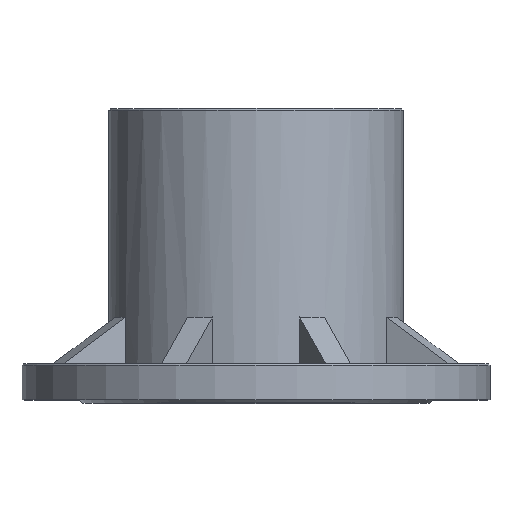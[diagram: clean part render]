
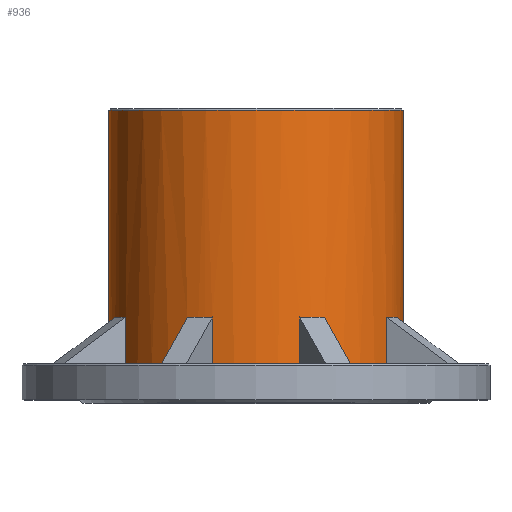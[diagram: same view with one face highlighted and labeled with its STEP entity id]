
A CAD part, top view. The second image highlights one B-rep face of the part: STEP entity #936.
In plain terms, the highlighted cylindrical face has radius 90 mm (diameter 180 mm), a partial arc.
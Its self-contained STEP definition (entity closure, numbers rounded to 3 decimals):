
#364 = VERTEX_POINT( '', #1040 );
#386 = EDGE_CURVE( '', #960, #616, #1064, .T. );
#402 = VERTEX_POINT( '', #1082 );
#444 = EDGE_CURVE( '', #564, #510, #1130, .T. );
#446 = VERTEX_POINT( '', #1132 );
#510 = VERTEX_POINT( '', #1203 );
#536 = EDGE_CURVE( '', #364, #922, #1233, .T. );
#548 = VERTEX_POINT( '', #1245 );
#554 = VERTEX_POINT( '', #1251 );
#558 = VERTEX_POINT( '', #1255 );
#564 = VERTEX_POINT( '', #1261 );
#584 = EDGE_CURVE( '', #924, #874, #1282, .T. );
#590 = EDGE_CURVE( '', #858, #666, #1288, .T. );
#604 = EDGE_CURVE( '', #854, #554, #1303, .T. );
#616 = VERTEX_POINT( '', #1315 );
#640 = VERTEX_POINT( '', #1352 );
#666 = VERTEX_POINT( '', #1390 );
#668 = EDGE_CURVE( '', #812, #676, #1392, .T. );
#676 = VERTEX_POINT( '', #1400 );
#710 = EDGE_CURVE( '', #446, #874, #1435, .T. );
#726 = EDGE_CURVE( '', #554, #804, #1453, .T. );
#748 = EDGE_CURVE( '', #922, #402, #1479, .T. );
#780 = EDGE_CURVE( '', #446, #854, #1515, .T. );
#782 = EDGE_CURVE( '', #510, #640, #1517, .T. );
#790 = EDGE_CURVE( '', #640, #558, #1526, .T. );
#804 = VERTEX_POINT( '', #1541 );
#812 = VERTEX_POINT( '', #1549 );
#854 = VERTEX_POINT( '', #1599 );
#858 = VERTEX_POINT( '', #1603 );
#874 = VERTEX_POINT( '', #1620 );
#892 = EDGE_CURVE( '', #812, #548, #1639, .T. );
#922 = VERTEX_POINT( '', #1670 );
#924 = VERTEX_POINT( '', #1672 );
#936 = ADVANCED_FACE( '', ( #1685 ), #1686, .T. );
#944 = EDGE_CURVE( '', #960, #804, #1695, .T. );
#948 = EDGE_CURVE( '', #924, #548, #1699, .T. );
#960 = VERTEX_POINT( '', #1711 );
#964 = EDGE_CURVE( '', #616, #858, #1715, .T. );
#966 = EDGE_CURVE( '', #364, #558, #1717, .T. );
#976 = EDGE_CURVE( '', #564, #666, #1729, .T. );
#978 = EDGE_CURVE( '', #402, #676, #1731, .T. );
#1040 = CARTESIAN_POINT( '', ( 79.665, 24., 41.874 ) );
#1064 = LINE( '', #1830, #1831 );
#1082 = CARTESIAN_POINT( '', ( 85.941, 52.568, 26.722 ) );
#1130 = LINE( '', #1912, #1913 );
#1132 = CARTESIAN_POINT( '', ( -85.941, 24., 26.722 ) );
#1203 = CARTESIAN_POINT( '', ( 26.722, 52.568, 85.941 ) );
#1233 = LINE( '', #2048, #2049 );
#1245 = CARTESIAN_POINT( '', ( 90., 179., 0. ) );
#1251 = CARTESIAN_POINT( '', ( -79.665, 52.568, 41.874 ) );
#1255 = CARTESIAN_POINT( '', ( 41.874, 24., 79.665 ) );
#1261 = CARTESIAN_POINT( '', ( 26.722, 24., 85.941 ) );
#1282 = LINE( '', #2119, #2120 );
#1288 = LINE( '', #2129, #2130 );
#1303 = ELLIPSE( '', #2148, 109.37, 90. );
#1315 = CARTESIAN_POINT( '', ( -41.874, 52.568, 79.665 ) );
#1352 = CARTESIAN_POINT( '', ( 41.874, 52.568, 79.665 ) );
#1390 = CARTESIAN_POINT( '', ( -26.722, 24., 85.941 ) );
#1392 = CIRCLE( '', #2265, 90. );
#1400 = CARTESIAN_POINT( '', ( 85.941, 24., 26.722 ) );
#1435 = CIRCLE( '', #2326, 90. );
#1453 = LINE( '', #2350, #2351 );
#1479 = ELLIPSE( '', #2383, 109.37, 90. );
#1515 = LINE( '', #2426, #2427 );
#1517 = ELLIPSE( '', #2430, 109.37, 90. );
#1526 = LINE( '', #2441, #2442 );
#1541 = CARTESIAN_POINT( '', ( -79.665, 24., 41.874 ) );
#1549 = CARTESIAN_POINT( '', ( 90., 24., 0. ) );
#1599 = CARTESIAN_POINT( '', ( -85.941, 52.568, 26.722 ) );
#1603 = CARTESIAN_POINT( '', ( -26.722, 52.568, 85.941 ) );
#1620 = CARTESIAN_POINT( '', ( -90., 24., 0. ) );
#1639 = LINE( '', #2594, #2595 );
#1670 = CARTESIAN_POINT( '', ( 79.665, 52.568, 41.874 ) );
#1672 = CARTESIAN_POINT( '', ( -90., 179., 0. ) );
#1685 = FACE_OUTER_BOUND( '', #2655, .T. );
#1686 = CYLINDRICAL_SURFACE( '', #2656, 90. );
#1695 = CIRCLE( '', #2667, 90. );
#1699 = CIRCLE( '', #2672, 90. );
#1711 = CARTESIAN_POINT( '', ( -41.874, 24., 79.665 ) );
#1715 = ELLIPSE( '', #2695, 109.37, 90. );
#1717 = CIRCLE( '', #2698, 90. );
#1729 = CIRCLE( '', #2715, 90. );
#1731 = LINE( '', #2718, #2719 );
#1830 = CARTESIAN_POINT( '', ( -41.874, 38.5, 79.665 ) );
#1831 = VECTOR( '', #2796, 1. );
#1912 = CARTESIAN_POINT( '', ( 26.722, 38.5, 85.941 ) );
#1913 = VECTOR( '', #2876, 1. );
#2048 = CARTESIAN_POINT( '', ( 79.665, 38.5, 41.874 ) );
#2049 = VECTOR( '', #2998, 1. );
#2119 = CARTESIAN_POINT( '', ( -90., 101.5, 0. ) );
#2120 = VECTOR( '', #3037, 1. );
#2129 = CARTESIAN_POINT( '', ( -26.722, 38.5, 85.941 ) );
#2130 = VECTOR( '', #3044, 1. );
#2148 = AXIS2_PLACEMENT_3D( '', #3059, #3060, #3061 );
#2265 = AXIS2_PLACEMENT_3D( '', #3208, #3209, #3210 );
#2326 = AXIS2_PLACEMENT_3D( '', #3234, #3235, #3236 );
#2350 = CARTESIAN_POINT( '', ( -79.665, 38.5, 41.874 ) );
#2351 = VECTOR( '', #3257, 1. );
#2383 = AXIS2_PLACEMENT_3D( '', #3290, #3291, #3292 );
#2426 = CARTESIAN_POINT( '', ( -85.941, 38.5, 26.722 ) );
#2427 = VECTOR( '', #3336, 1. );
#2430 = AXIS2_PLACEMENT_3D( '', #3337, #3338, #3339 );
#2441 = CARTESIAN_POINT( '', ( 41.874, 38.5, 79.665 ) );
#2442 = VECTOR( '', #3351, 1. );
#2594 = CARTESIAN_POINT( '', ( 90., 101.5, 0. ) );
#2595 = VECTOR( '', #3467, 1. );
#2655 = EDGE_LOOP( '', ( #3502, #3503, #3504, #3505, #3506, #3507, #3508, #3509, #3510, #3511, #3512, #3513, #3514, #3515, #3516, #3517, #3518, #3519, #3520, #3521 ) );
#2656 = AXIS2_PLACEMENT_3D( '', #3522, #3523, #3524 );
#2667 = AXIS2_PLACEMENT_3D( '', #3535, #3536, #3537 );
#2672 = AXIS2_PLACEMENT_3D( '', #3538, #3539, #3540 );
#2695 = AXIS2_PLACEMENT_3D( '', #3549, #3550, #3551 );
#2698 = AXIS2_PLACEMENT_3D( '', #3552, #3553, #3554 );
#2715 = AXIS2_PLACEMENT_3D( '', #3572, #3573, #3574 );
#2718 = CARTESIAN_POINT( '', ( 85.941, 38.5, 26.722 ) );
#2719 = VECTOR( '', #3575, 1. );
#2796 = DIRECTION( '', ( 0., 1., 0. ) );
#2876 = DIRECTION( '', ( 0., 1., 0. ) );
#2998 = DIRECTION( '', ( 0., 1., 0. ) );
#3037 = DIRECTION( '', ( 0., -1., 0. ) );
#3044 = DIRECTION( '', ( 0., -1., 0. ) );
#3059 = CARTESIAN_POINT( '', ( 0., 114.452, 0. ) );
#3060 = DIRECTION( '', ( -0.525, 0.823, 0.217 ) );
#3061 = DIRECTION( '', ( 0.76, 0.568, -0.315 ) );
#3208 = CARTESIAN_POINT( '', ( 0., 24., 0. ) );
#3209 = DIRECTION( '', ( 0., -1., 0. ) );
#3210 = DIRECTION( '', ( 1., 0., 0. ) );
#3234 = CARTESIAN_POINT( '', ( 0., 24., 0. ) );
#3235 = DIRECTION( '', ( 0., -1., 0. ) );
#3236 = DIRECTION( '', ( 1., 0., 0. ) );
#3257 = DIRECTION( '', ( 0., -1., 0. ) );
#3290 = CARTESIAN_POINT( '', ( 0., 114.452, 0. ) );
#3291 = DIRECTION( '', ( 0.525, 0.823, 0.217 ) );
#3292 = DIRECTION( '', ( 0.76, -0.568, 0.315 ) );
#3336 = DIRECTION( '', ( 0., 1., 0. ) );
#3337 = CARTESIAN_POINT( '', ( 0., 114.452, 0. ) );
#3338 = DIRECTION( '', ( 0.217, 0.823, 0.525 ) );
#3339 = DIRECTION( '', ( 0.315, -0.568, 0.76 ) );
#3351 = DIRECTION( '', ( 0., -1., 0. ) );
#3467 = DIRECTION( '', ( 0., 1., 0. ) );
#3502 = ORIENTED_EDGE( '', *, *, #892, .T. );
#3503 = ORIENTED_EDGE( '', *, *, #948, .F. );
#3504 = ORIENTED_EDGE( '', *, *, #584, .T. );
#3505 = ORIENTED_EDGE( '', *, *, #710, .F. );
#3506 = ORIENTED_EDGE( '', *, *, #780, .T. );
#3507 = ORIENTED_EDGE( '', *, *, #604, .T. );
#3508 = ORIENTED_EDGE( '', *, *, #726, .T. );
#3509 = ORIENTED_EDGE( '', *, *, #944, .F. );
#3510 = ORIENTED_EDGE( '', *, *, #386, .T. );
#3511 = ORIENTED_EDGE( '', *, *, #964, .T. );
#3512 = ORIENTED_EDGE( '', *, *, #590, .T. );
#3513 = ORIENTED_EDGE( '', *, *, #976, .F. );
#3514 = ORIENTED_EDGE( '', *, *, #444, .T. );
#3515 = ORIENTED_EDGE( '', *, *, #782, .T. );
#3516 = ORIENTED_EDGE( '', *, *, #790, .T. );
#3517 = ORIENTED_EDGE( '', *, *, #966, .F. );
#3518 = ORIENTED_EDGE( '', *, *, #536, .T. );
#3519 = ORIENTED_EDGE( '', *, *, #748, .T. );
#3520 = ORIENTED_EDGE( '', *, *, #978, .T. );
#3521 = ORIENTED_EDGE( '', *, *, #668, .F. );
#3522 = CARTESIAN_POINT( '', ( 0., 101.5, 0. ) );
#3523 = DIRECTION( '', ( 0., -1., 0. ) );
#3524 = DIRECTION( '', ( 1., 0., 0. ) );
#3535 = CARTESIAN_POINT( '', ( 0., 24., 0. ) );
#3536 = DIRECTION( '', ( 0., -1., 0. ) );
#3537 = DIRECTION( '', ( 1., 0., 0. ) );
#3538 = CARTESIAN_POINT( '', ( 0., 179., 0. ) );
#3539 = DIRECTION( '', ( 0., 1., 0. ) );
#3540 = DIRECTION( '', ( 1., 0., 0. ) );
#3549 = CARTESIAN_POINT( '', ( 0., 114.452, 0. ) );
#3550 = DIRECTION( '', ( -0.217, 0.823, 0.525 ) );
#3551 = DIRECTION( '', ( 0.315, 0.568, -0.76 ) );
#3552 = CARTESIAN_POINT( '', ( 0., 24., 0. ) );
#3553 = DIRECTION( '', ( 0., -1., 0. ) );
#3554 = DIRECTION( '', ( 1., 0., 0. ) );
#3572 = CARTESIAN_POINT( '', ( 0., 24., 0. ) );
#3573 = DIRECTION( '', ( 0., -1., 0. ) );
#3574 = DIRECTION( '', ( 1., 0., 0. ) );
#3575 = DIRECTION( '', ( 0., -1., 0. ) );
